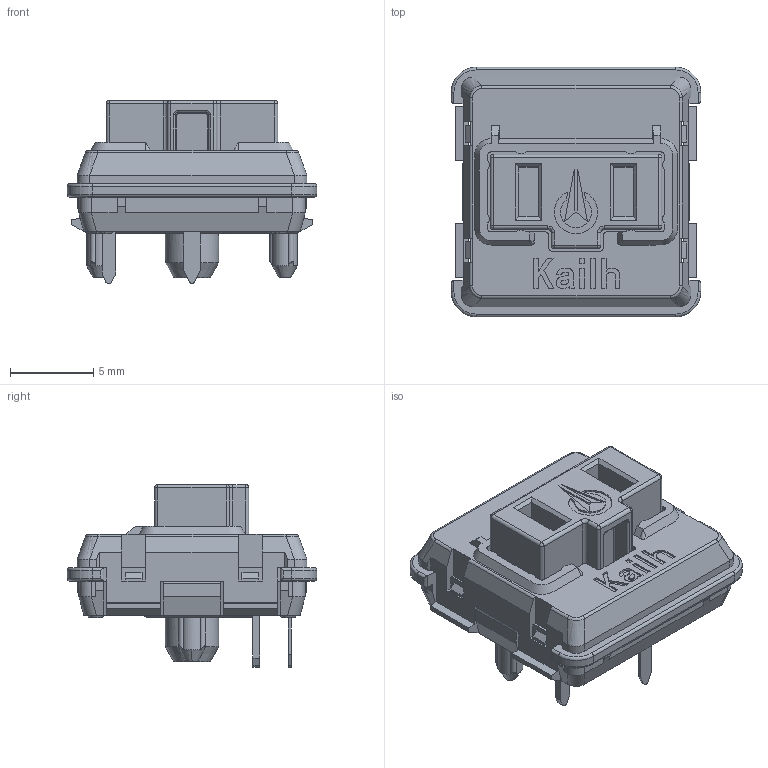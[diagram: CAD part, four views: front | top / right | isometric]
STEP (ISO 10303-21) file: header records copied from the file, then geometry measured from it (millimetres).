
FILE_DESCRIPTION(/* description */ ('STEP AP242 Edition 2','CAx-IF Rec.Pracs.---Representation and Presentation of Product Manufacturing Information (PMI)---4.0---2014-10-13','CAx-IF Rec.Pracs.---3D Tessellated Geometry---0.4---2014-09-14','2;1','CAx-IF Rec.Pracs.---User Defined Attributes---1.5---2016-08-15'),/* implementation_level */ '2;1');
FILE_NAME(/* name */ '6921362297a10905a779c8f6',/* time_stamp */ '2025-11-22T04:03:46Z',/* author */ (''),/* organization */ (''),/* preprocessor_version */ 'ST-DEVELOPER v20',/* originating_system */ 'ONSHAPE BY PTC INC, 1.207',/* authorisation */ ' ');
FILE_SCHEMA (('AP242_MANAGED_MODEL_BASED_3D_ENGINEERING_MIM_LF { 1 0 10303 442 3 1 4 }'));
Length unit declared in the file: metre
Products named in the file (5): Document
Bounding box: 15 x 15 x 11 mm (x, y, z)
Volume: 942.2 mm3; surface area: 1552 mm2
Topology: 5 solids, 5 shells, 491 faces, 1317 edges, 841 vertices
Faces by surface type: plane 330, cylinder 103, bspline 20, cone 18, torus 14, sphere 6
Entity records: 15920 total; most frequent: CARTESIAN_POINT 3572, ORIENTED_EDGE 2630, DIRECTION 2410, EDGE_CURVE 1315, LINE 1012, VECTOR 1012, VERTEX_POINT 841, AXIS2_PLACEMENT_3D 699
